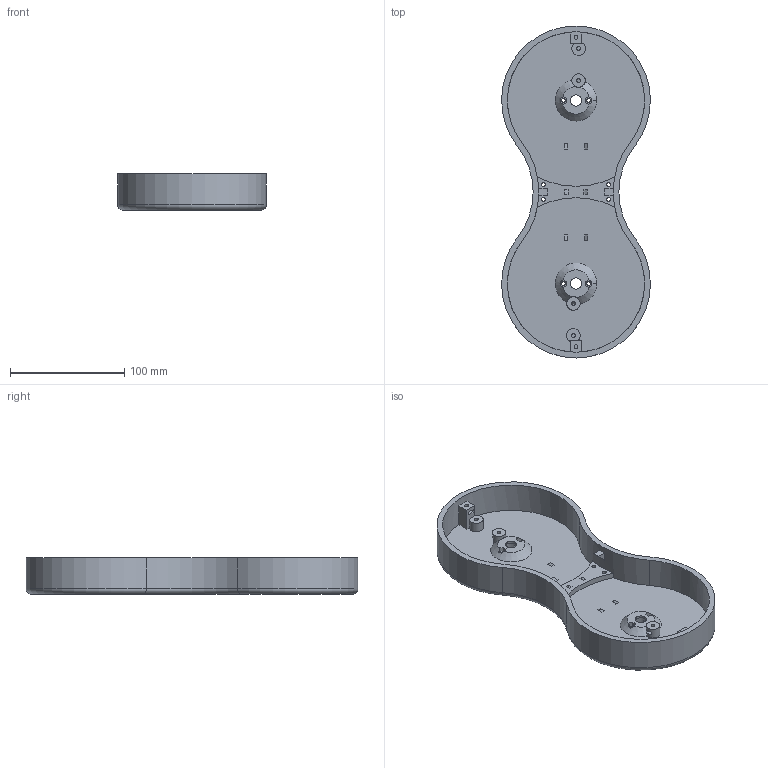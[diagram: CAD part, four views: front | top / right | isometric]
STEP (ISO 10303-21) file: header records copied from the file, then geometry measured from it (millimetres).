
FILE_DESCRIPTION(('FreeCAD Model'),'2;1');
FILE_NAME('Open CASCADE Shape Model','2021-07-31T13:58:52',('Author'),( ''),'Open CASCADE STEP processor 7.5','FreeCAD','Unknown');
FILE_SCHEMA(('AUTOMOTIVE_DESIGN { 1 0 10303 214 1 1 1 1 }'));
Length unit declared in the file: millimetre
Products named in the file (1): Art2BodyB
Bounding box: 129.96 x 290 x 32 mm (x, y, z)
Volume: 257257 mm3; surface area: 107873.6 mm2
Topology: 1 solids, 1 shells, 189 faces, 519 edges, 350 vertices
Faces by surface type: plane 128, cylinder 51, cone 6, torus 4
Full cylindrical faces by diameter (mm): 3.4 x20, 5.9 x4, 8.4 x3, 10 x2, 12 x1, 16.4 x2
Entity records: 14287 total; most frequent: CARTESIAN_POINT 3815, DIRECTION 1988, LINE 1139, VECTOR 1139, ORIENTED_EDGE 1038, PCURVE 1038, DEFINITIONAL_REPRESENTATION 1038, EDGE_CURVE 519
